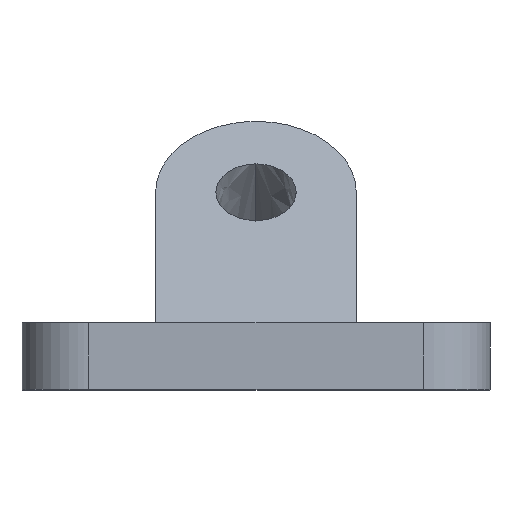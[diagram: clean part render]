
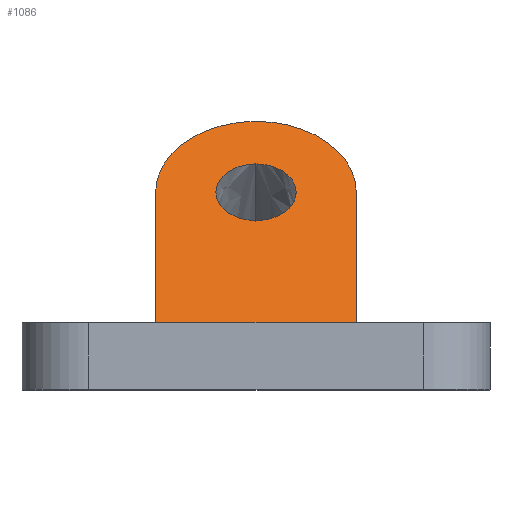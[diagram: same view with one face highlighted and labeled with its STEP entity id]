
A CAD part, top view. The second image highlights one B-rep face of the part: STEP entity #1086.
In plain terms, the highlighted free-form (B-spline) face has degree [1, 1] with [2, 2] control points.
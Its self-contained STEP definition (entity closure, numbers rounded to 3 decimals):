
#24 = VERTEX_POINT('',#25);
#25 = CARTESIAN_POINT('',(0.,47.685,122.123));
#30 = EDGE_CURVE('',#31,#24,#33,.T.);
#31 = VERTEX_POINT('',#32);
#32 = CARTESIAN_POINT('',(0.,63.695,
    106.113));
#33 = ( BOUNDED_CURVE() B_SPLINE_CURVE(2,(#34,#35,#36,#37,#38),
.UNSPECIFIED.,.F.,.F.) B_SPLINE_CURVE_WITH_KNOTS((3,2,3),(3.142,
4.712,6.283),.PIECEWISE_BEZIER_KNOTS.) CURVE() 
GEOMETRIC_REPRESENTATION_ITEM() RATIONAL_B_SPLINE_CURVE((1.,
0.707,1.,0.707,1.)) REPRESENTATION_ITEM('') );
#34 = CARTESIAN_POINT('',(0.,63.695,
    106.113));
#35 = CARTESIAN_POINT('',(-11.321,63.695,
    106.113));
#36 = CARTESIAN_POINT('',(-11.321,55.69,
    114.118));
#37 = CARTESIAN_POINT('',(-11.321,47.685,
    122.123));
#38 = CARTESIAN_POINT('',(0.,47.685,
    122.123));
#443 = VERTEX_POINT('',#444);
#444 = CARTESIAN_POINT('',(28.301,18.868,
    150.94));
#543 = VERTEX_POINT('',#544);
#544 = CARTESIAN_POINT('',(-28.301,18.868,
    150.94));
#549 = EDGE_CURVE('',#550,#543,#552,.T.);
#550 = VERTEX_POINT('',#551);
#551 = CARTESIAN_POINT('',(-28.301,55.69,
    114.118));
#552 = B_SPLINE_CURVE_WITH_KNOTS('',1,(#553,#554),.UNSPECIFIED.,.F.,.F.,
  (2,2),(-35.052,0.),.PIECEWISE_BEZIER_KNOTS.);
#553 = CARTESIAN_POINT('',(-28.301,55.69,
    114.118));
#554 = CARTESIAN_POINT('',(-28.301,18.868,
    150.94));
#652 = EDGE_CURVE('',#543,#443,#653,.T.);
#653 = B_SPLINE_CURVE_WITH_KNOTS('',1,(#654,#655),.UNSPECIFIED.,.F.,.F.,
  (2,2),(0.,38.1),.PIECEWISE_BEZIER_KNOTS.);
#654 = CARTESIAN_POINT('',(-28.301,18.868,
    150.94));
#655 = CARTESIAN_POINT('',(28.301,18.868,
    150.94));
#738 = VERTEX_POINT('',#739);
#739 = CARTESIAN_POINT('',(28.301,55.69,
    114.118));
#744 = EDGE_CURVE('',#443,#738,#745,.T.);
#745 = B_SPLINE_CURVE_WITH_KNOTS('',1,(#746,#747),.UNSPECIFIED.,.F.,.F.,
  (2,2),(0.,35.052),.PIECEWISE_BEZIER_KNOTS.);
#746 = CARTESIAN_POINT('',(28.301,18.868,
    150.94));
#747 = CARTESIAN_POINT('',(28.301,55.69,
    114.118));
#1086 = ADVANCED_FACE('',(#1087,#1098),#1111,.T.);
#1087 = FACE_BOUND('',#1088,.T.);
#1088 = EDGE_LOOP('',(#1089,#1097));
#1089 = ORIENTED_EDGE('',*,*,#1090,.F.);
#1090 = EDGE_CURVE('',#24,#31,#1091,.T.);
#1091 = ( BOUNDED_CURVE() B_SPLINE_CURVE(2,(#1092,#1093,#1094,#1095,
#1096),.UNSPECIFIED.,.F.,.F.) B_SPLINE_CURVE_WITH_KNOTS((3,2,3),(0.,
1.571,3.142),.PIECEWISE_BEZIER_KNOTS.) CURVE() 
GEOMETRIC_REPRESENTATION_ITEM() RATIONAL_B_SPLINE_CURVE((1.,
0.707,1.,0.707,1.)) REPRESENTATION_ITEM('') );
#1092 = CARTESIAN_POINT('',(0.,47.685,122.123));
#1093 = CARTESIAN_POINT('',(11.321,47.685,
    122.123));
#1094 = CARTESIAN_POINT('',(11.321,55.69,
    114.118));
#1095 = CARTESIAN_POINT('',(11.321,63.695,
    106.113));
#1096 = CARTESIAN_POINT('',(0.,63.695,
    106.113));
#1097 = ORIENTED_EDGE('',*,*,#30,.F.);
#1098 = FACE_BOUND('',#1099,.T.);
#1099 = EDGE_LOOP('',(#1100,#1101,#1102,#1103));
#1100 = ORIENTED_EDGE('',*,*,#549,.T.);
#1101 = ORIENTED_EDGE('',*,*,#652,.T.);
#1102 = ORIENTED_EDGE('',*,*,#744,.T.);
#1103 = ORIENTED_EDGE('',*,*,#1104,.T.);
#1104 = EDGE_CURVE('',#738,#550,#1105,.T.);
#1105 = ( BOUNDED_CURVE() B_SPLINE_CURVE(2,(#1106,#1107,#1108,#1109,
#1110),.UNSPECIFIED.,.F.,.F.) B_SPLINE_CURVE_WITH_KNOTS((3,2,3),(
    1.571,3.142,4.712),
.PIECEWISE_BEZIER_KNOTS.) CURVE() GEOMETRIC_REPRESENTATION_ITEM() 
RATIONAL_B_SPLINE_CURVE((1.,0.707,1.,0.707,1.)) 
REPRESENTATION_ITEM('') );
#1106 = CARTESIAN_POINT('',(28.301,55.69,
    114.118));
#1107 = CARTESIAN_POINT('',(28.301,75.702,
    94.106));
#1108 = CARTESIAN_POINT('',(0.,75.702,
    94.106));
#1109 = CARTESIAN_POINT('',(-28.301,75.702,
    94.106));
#1110 = CARTESIAN_POINT('',(-28.301,55.69,
    114.118));
#1111 = B_SPLINE_SURFACE_WITH_KNOTS('',1,1,(
    (#1112,#1113)
    ,(#1114,#1115
    )),.UNSPECIFIED.,.F.,.F.,.F.,(2,2),(2,2),(-19.05,35.052),(-19.05,
    19.05),.PIECEWISE_BEZIER_KNOTS.);
#1112 = CARTESIAN_POINT('',(-28.301,75.702,
    94.106));
#1113 = CARTESIAN_POINT('',(28.301,75.702,
    94.106));
#1114 = CARTESIAN_POINT('',(-28.301,18.868,
    150.94));
#1115 = CARTESIAN_POINT('',(28.301,18.868,
    150.94));
